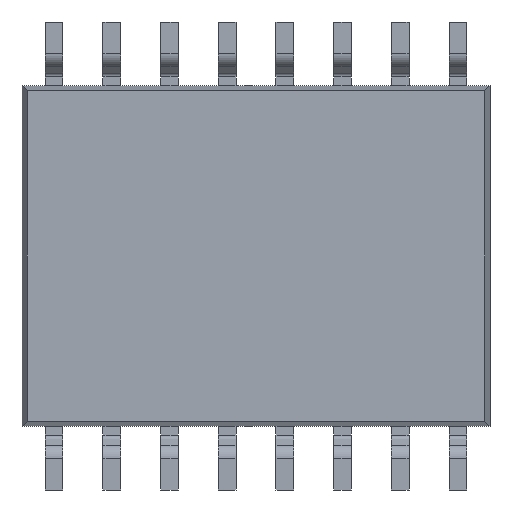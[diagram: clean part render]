
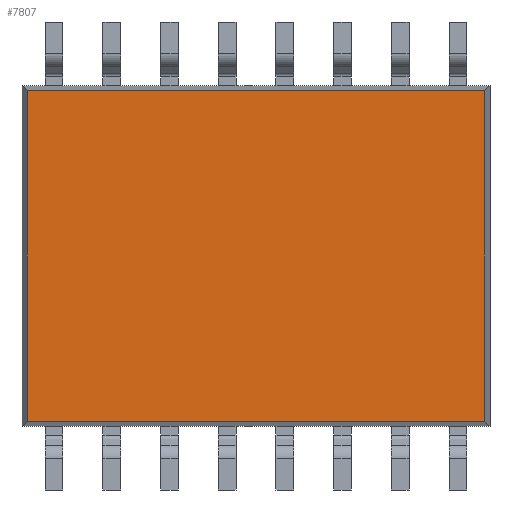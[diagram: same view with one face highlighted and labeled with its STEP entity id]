
A CAD part, front view. The second image highlights one B-rep face of the part: STEP entity #7807.
In plain terms, the highlighted planar face has unit normal (0, -1, 0).
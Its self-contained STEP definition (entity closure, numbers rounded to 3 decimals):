
#7768 = CARTESIAN_POINT ( 'NONE',  ( 5.035, 0.1, -3.635 ) ) ;
#7769 = VERTEX_POINT ( 'NONE', #7768 ) ;
#7770 = CARTESIAN_POINT ( 'NONE',  ( 5.035, 0.1, 3.635 ) ) ;
#7771 = VERTEX_POINT ( 'NONE', #7770 ) ;
#7772 = CARTESIAN_POINT ( 'NONE',  ( 5.035, 0.1, 0. ) ) ;
#7773 = DIRECTION ( 'NONE',  ( 0., 0., 1. ) ) ;
#7774 = VECTOR ( 'NONE', #7773, 1000. ) ;
#7775 = LINE ( 'NONE', #7772, #7774 ) ;
#7776 = EDGE_CURVE ( 'NONE', #7769, #7771, #7775, .T. ) ;
#7777 = ORIENTED_EDGE ( 'NONE', *, *, #7776, .T. ) ;
#7778 = CARTESIAN_POINT ( 'NONE',  ( -5.035, 0.1, 3.635 ) ) ;
#7779 = VERTEX_POINT ( 'NONE', #7778 ) ;
#7780 = CARTESIAN_POINT ( 'NONE',  ( 0., 0.1, 3.635 ) ) ;
#7781 = DIRECTION ( 'NONE',  ( -1., 0., 0. ) ) ;
#7782 = VECTOR ( 'NONE', #7781, 1000. ) ;
#7783 = LINE ( 'NONE', #7780, #7782 ) ;
#7784 = EDGE_CURVE ( 'NONE', #7771, #7779, #7783, .T. ) ;
#7785 = ORIENTED_EDGE ( 'NONE', *, *, #7784, .T. ) ;
#7786 = CARTESIAN_POINT ( 'NONE',  ( -5.035, 0.1, -3.635 ) ) ;
#7787 = VERTEX_POINT ( 'NONE', #7786 ) ;
#7788 = CARTESIAN_POINT ( 'NONE',  ( -5.035, 0.1, 0. ) ) ;
#7789 = DIRECTION ( 'NONE',  ( 0., 0., -1. ) ) ;
#7790 = VECTOR ( 'NONE', #7789, 1000. ) ;
#7791 = LINE ( 'NONE', #7788, #7790 ) ;
#7792 = EDGE_CURVE ( 'NONE', #7779, #7787, #7791, .T. ) ;
#7793 = ORIENTED_EDGE ( 'NONE', *, *, #7792, .T. ) ;
#7794 = CARTESIAN_POINT ( 'NONE',  ( 0., 0.1, -3.635 ) ) ;
#7795 = DIRECTION ( 'NONE',  ( 1., 0., 0. ) ) ;
#7796 = VECTOR ( 'NONE', #7795, 1000. ) ;
#7797 = LINE ( 'NONE', #7794, #7796 ) ;
#7798 = EDGE_CURVE ( 'NONE', #7787, #7769, #7797, .T. ) ;
#7799 = ORIENTED_EDGE ( 'NONE', *, *, #7798, .T. ) ;
#7800 = EDGE_LOOP ( 'NONE', ( #7777, #7785, #7793, #7799 ) ) ;
#7801 = FACE_OUTER_BOUND ( 'NONE', #7800, .T. ) ;
#7802 = CARTESIAN_POINT ( 'NONE',  ( 0., 0.1, 0. ) ) ;
#7803 = DIRECTION ( 'NONE',  ( 0., 1., 0. ) ) ;
#7804 = DIRECTION ( 'NONE',  ( 0., 0., 1. ) ) ;
#7805 = AXIS2_PLACEMENT_3D ( 'NONE', #7802, #7803, #7804 ) ;
#7806 = PLANE ( 'NONE', #7805 ) ;
#7807 = ADVANCED_FACE ( 'NONE', ( #7801 ), #7806, .F. ) ;
